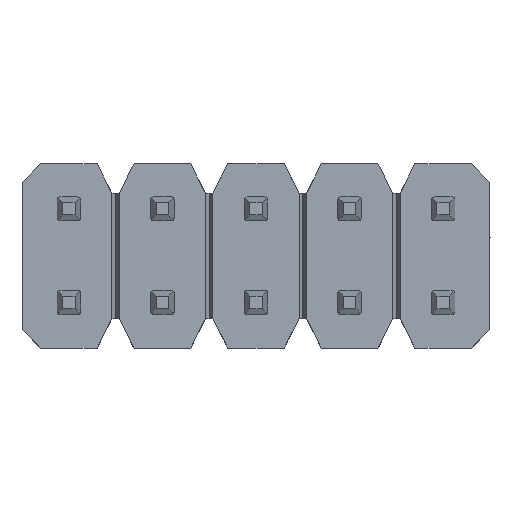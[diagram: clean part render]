
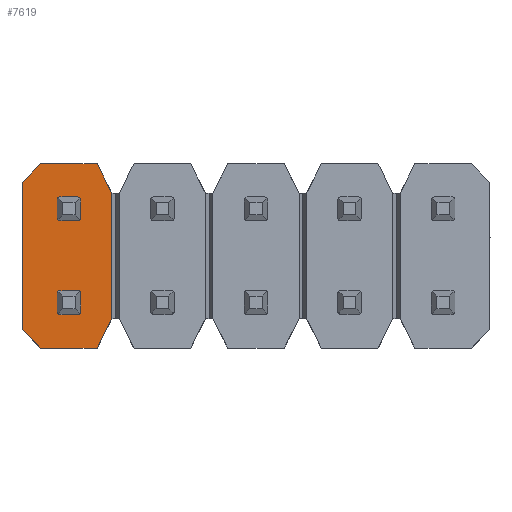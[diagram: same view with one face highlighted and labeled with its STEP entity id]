
A CAD part, top view. The second image highlights one B-rep face of the part: STEP entity #7619.
In plain terms, the highlighted planar face has unit normal (0, 0, 1).
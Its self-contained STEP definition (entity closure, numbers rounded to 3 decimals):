
#126=CIRCLE('',#8103,0.08);
#127=CIRCLE('',#8104,0.08);
#128=CIRCLE('',#8105,0.08);
#129=CIRCLE('',#8106,0.08);
#130=CIRCLE('',#8107,0.08);
#131=CIRCLE('',#8108,0.08);
#132=CIRCLE('',#8109,0.08);
#133=CIRCLE('',#8110,0.08);
#459=FACE_BOUND('',#871,.T.);
#460=FACE_BOUND('',#872,.T.);
#498=FACE_OUTER_BOUND('',#870,.T.);
#870=EDGE_LOOP('',(#5048,#5049,#5050,#5051,#5052,#5053,#5054,#5055));
#871=EDGE_LOOP('',(#5056,#5057,#5058,#5059,#5060,#5061,#5062,#5063));
#872=EDGE_LOOP('',(#5064,#5065,#5066,#5067,#5068,#5069,#5070,#5071));
#1422=LINE('',#11526,#2209);
#1423=LINE('',#11528,#2210);
#1424=LINE('',#11530,#2211);
#1425=LINE('',#11532,#2212);
#1426=LINE('',#11534,#2213);
#1427=LINE('',#11536,#2214);
#1428=LINE('',#11538,#2215);
#1429=LINE('',#11539,#2216);
#1430=LINE('',#11542,#2217);
#1431=LINE('',#11546,#2218);
#1432=LINE('',#11550,#2219);
#1433=LINE('',#11554,#2220);
#1434=LINE('',#11558,#2221);
#1435=LINE('',#11562,#2222);
#1436=LINE('',#11566,#2223);
#1437=LINE('',#11570,#2224);
#2209=VECTOR('',#9023,1.);
#2210=VECTOR('',#9024,1.);
#2211=VECTOR('',#9025,1.);
#2212=VECTOR('',#9026,1.);
#2213=VECTOR('',#9027,1.);
#2214=VECTOR('',#9028,1.);
#2215=VECTOR('',#9029,1.);
#2216=VECTOR('',#9030,1.);
#2217=VECTOR('',#9031,1.);
#2218=VECTOR('',#9034,1.);
#2219=VECTOR('',#9037,1.);
#2220=VECTOR('',#9040,1.);
#2221=VECTOR('',#9043,1.);
#2222=VECTOR('',#9046,1.);
#2223=VECTOR('',#9049,1.);
#2224=VECTOR('',#9052,1.);
#3086=VERTEX_POINT('',#11524);
#3087=VERTEX_POINT('',#11525);
#3088=VERTEX_POINT('',#11527);
#3089=VERTEX_POINT('',#11529);
#3090=VERTEX_POINT('',#11531);
#3091=VERTEX_POINT('',#11533);
#3092=VERTEX_POINT('',#11535);
#3093=VERTEX_POINT('',#11537);
#3094=VERTEX_POINT('',#11540);
#3095=VERTEX_POINT('',#11541);
#3096=VERTEX_POINT('',#11543);
#3097=VERTEX_POINT('',#11545);
#3098=VERTEX_POINT('',#11547);
#3099=VERTEX_POINT('',#11549);
#3100=VERTEX_POINT('',#11551);
#3101=VERTEX_POINT('',#11553);
#3102=VERTEX_POINT('',#11556);
#3103=VERTEX_POINT('',#11557);
#3104=VERTEX_POINT('',#11559);
#3105=VERTEX_POINT('',#11561);
#3106=VERTEX_POINT('',#11563);
#3107=VERTEX_POINT('',#11565);
#3108=VERTEX_POINT('',#11567);
#3109=VERTEX_POINT('',#11569);
#3911=EDGE_CURVE('',#3086,#3087,#1422,.T.);
#3912=EDGE_CURVE('',#3087,#3088,#1423,.T.);
#3913=EDGE_CURVE('',#3088,#3089,#1424,.T.);
#3914=EDGE_CURVE('',#3090,#3089,#1425,.T.);
#3915=EDGE_CURVE('',#3090,#3091,#1426,.T.);
#3916=EDGE_CURVE('',#3092,#3091,#1427,.T.);
#3917=EDGE_CURVE('',#3092,#3093,#1428,.T.);
#3918=EDGE_CURVE('',#3093,#3086,#1429,.T.);
#3919=EDGE_CURVE('',#3094,#3095,#1430,.T.);
#3920=EDGE_CURVE('',#3094,#3096,#126,.T.);
#3921=EDGE_CURVE('',#3097,#3096,#1431,.T.);
#3922=EDGE_CURVE('',#3097,#3098,#127,.T.);
#3923=EDGE_CURVE('',#3099,#3098,#1432,.T.);
#3924=EDGE_CURVE('',#3099,#3100,#128,.T.);
#3925=EDGE_CURVE('',#3101,#3100,#1433,.T.);
#3926=EDGE_CURVE('',#3101,#3095,#129,.T.);
#3927=EDGE_CURVE('',#3102,#3103,#1434,.T.);
#3928=EDGE_CURVE('',#3102,#3104,#130,.T.);
#3929=EDGE_CURVE('',#3105,#3104,#1435,.T.);
#3930=EDGE_CURVE('',#3105,#3106,#131,.T.);
#3931=EDGE_CURVE('',#3107,#3106,#1436,.T.);
#3932=EDGE_CURVE('',#3107,#3108,#132,.T.);
#3933=EDGE_CURVE('',#3109,#3108,#1437,.T.);
#3934=EDGE_CURVE('',#3109,#3103,#133,.T.);
#5048=ORIENTED_EDGE('',*,*,#3911,.T.);
#5049=ORIENTED_EDGE('',*,*,#3912,.T.);
#5050=ORIENTED_EDGE('',*,*,#3913,.T.);
#5051=ORIENTED_EDGE('',*,*,#3914,.F.);
#5052=ORIENTED_EDGE('',*,*,#3915,.T.);
#5053=ORIENTED_EDGE('',*,*,#3916,.F.);
#5054=ORIENTED_EDGE('',*,*,#3917,.T.);
#5055=ORIENTED_EDGE('',*,*,#3918,.T.);
#5056=ORIENTED_EDGE('',*,*,#3919,.F.);
#5057=ORIENTED_EDGE('',*,*,#3920,.T.);
#5058=ORIENTED_EDGE('',*,*,#3921,.F.);
#5059=ORIENTED_EDGE('',*,*,#3922,.T.);
#5060=ORIENTED_EDGE('',*,*,#3923,.F.);
#5061=ORIENTED_EDGE('',*,*,#3924,.T.);
#5062=ORIENTED_EDGE('',*,*,#3925,.F.);
#5063=ORIENTED_EDGE('',*,*,#3926,.T.);
#5064=ORIENTED_EDGE('',*,*,#3927,.F.);
#5065=ORIENTED_EDGE('',*,*,#3928,.T.);
#5066=ORIENTED_EDGE('',*,*,#3929,.F.);
#5067=ORIENTED_EDGE('',*,*,#3930,.T.);
#5068=ORIENTED_EDGE('',*,*,#3931,.F.);
#5069=ORIENTED_EDGE('',*,*,#3932,.T.);
#5070=ORIENTED_EDGE('',*,*,#3933,.F.);
#5071=ORIENTED_EDGE('',*,*,#3934,.T.);
#7005=PLANE('',#8102);
#7619=ADVANCED_FACE('',(#498,#459,#460),#7005,.T.);
#8102=AXIS2_PLACEMENT_3D('',#11523,#9021,#9022);
#8103=AXIS2_PLACEMENT_3D('',#11544,#9032,#9033);
#8104=AXIS2_PLACEMENT_3D('',#11548,#9035,#9036);
#8105=AXIS2_PLACEMENT_3D('',#11552,#9038,#9039);
#8106=AXIS2_PLACEMENT_3D('',#11555,#9041,#9042);
#8107=AXIS2_PLACEMENT_3D('',#11560,#9044,#9045);
#8108=AXIS2_PLACEMENT_3D('',#11564,#9047,#9048);
#8109=AXIS2_PLACEMENT_3D('',#11568,#9050,#9051);
#8110=AXIS2_PLACEMENT_3D('',#11571,#9053,#9054);
#9021=DIRECTION('center_axis',(0.,0.,1.));
#9022=DIRECTION('ref_axis',(1.,0.,0.));
#9023=DIRECTION('',(0.,-1.,0.));
#9024=DIRECTION('',(0.707,-0.707,0.));
#9025=DIRECTION('',(1.,0.,0.));
#9026=DIRECTION('',(-0.447,-0.894,0.));
#9027=DIRECTION('',(0.,1.,0.));
#9028=DIRECTION('',(0.447,-0.894,0.));
#9029=DIRECTION('',(-1.,0.,0.));
#9030=DIRECTION('',(-0.707,-0.707,0.));
#9031=DIRECTION('',(0.,-1.,0.));
#9032=DIRECTION('center_axis',(0.,0.,-1.));
#9033=DIRECTION('ref_axis',(1.,0.,0.));
#9034=DIRECTION('',(-1.,0.,0.));
#9035=DIRECTION('center_axis',(0.,0.,-1.));
#9036=DIRECTION('ref_axis',(1.,0.,0.));
#9037=DIRECTION('',(0.,1.,0.));
#9038=DIRECTION('center_axis',(0.,0.,-1.));
#9039=DIRECTION('ref_axis',(1.,0.,0.));
#9040=DIRECTION('',(1.,0.,0.));
#9041=DIRECTION('center_axis',(0.,0.,-1.));
#9042=DIRECTION('ref_axis',(1.,0.,0.));
#9043=DIRECTION('',(0.,1.,0.));
#9044=DIRECTION('center_axis',(0.,0.,-1.));
#9045=DIRECTION('ref_axis',(1.,0.,0.));
#9046=DIRECTION('',(1.,0.,0.));
#9047=DIRECTION('center_axis',(0.,0.,-1.));
#9048=DIRECTION('ref_axis',(1.,0.,0.));
#9049=DIRECTION('',(0.,-1.,0.));
#9050=DIRECTION('center_axis',(0.,0.,-1.));
#9051=DIRECTION('ref_axis',(1.,0.,0.));
#9052=DIRECTION('',(-1.,0.,0.));
#9053=DIRECTION('center_axis',(0.,0.,-1.));
#9054=DIRECTION('ref_axis',(1.,0.,0.));
#11523=CARTESIAN_POINT('Origin',(0.,0.,2.5));
#11524=CARTESIAN_POINT('',(-6.35,2.,2.5));
#11525=CARTESIAN_POINT('',(-6.35,-2.,2.5));
#11526=CARTESIAN_POINT('',(-6.35,2.5,2.5));
#11527=CARTESIAN_POINT('',(-5.85,-2.5,2.5));
#11528=CARTESIAN_POINT('',(-4.175,-4.175,2.5));
#11529=CARTESIAN_POINT('',(-4.31,-2.5,2.5));
#11530=CARTESIAN_POINT('',(-6.35,-2.5,2.5));
#11531=CARTESIAN_POINT('',(-3.91,-1.7,2.5));
#11532=CARTESIAN_POINT('',(-4.31,-2.5,2.5));
#11533=CARTESIAN_POINT('',(-3.91,1.7,2.5));
#11534=CARTESIAN_POINT('',(-3.91,-2.5,2.5));
#11535=CARTESIAN_POINT('',(-4.31,2.5,2.5));
#11536=CARTESIAN_POINT('',(-4.31,2.5,2.5));
#11537=CARTESIAN_POINT('',(-5.85,2.5,2.5));
#11538=CARTESIAN_POINT('',(-6.35,2.5,2.5));
#11539=CARTESIAN_POINT('',(-4.175,4.175,2.5));
#11540=CARTESIAN_POINT('',(-5.4,-1.03,2.5));
#11541=CARTESIAN_POINT('',(-5.4,-1.51,2.5));
#11542=CARTESIAN_POINT('',(-5.4,0.,2.5));
#11543=CARTESIAN_POINT('',(-5.32,-0.95,2.5));
#11544=CARTESIAN_POINT('Origin',(-5.32,-1.03,2.5));
#11545=CARTESIAN_POINT('',(-4.84,-0.95,2.5));
#11546=CARTESIAN_POINT('',(0.,-0.95,2.5));
#11547=CARTESIAN_POINT('',(-4.76,-1.03,2.5));
#11548=CARTESIAN_POINT('Origin',(-4.84,-1.03,2.5));
#11549=CARTESIAN_POINT('',(-4.76,-1.51,2.5));
#11550=CARTESIAN_POINT('',(-4.76,0.,2.5));
#11551=CARTESIAN_POINT('',(-4.84,-1.59,2.5));
#11552=CARTESIAN_POINT('Origin',(-4.84,-1.51,2.5));
#11553=CARTESIAN_POINT('',(-5.32,-1.59,2.5));
#11554=CARTESIAN_POINT('',(0.,-1.59,2.5));
#11555=CARTESIAN_POINT('Origin',(-5.32,-1.51,2.5));
#11556=CARTESIAN_POINT('',(-4.76,1.03,2.5));
#11557=CARTESIAN_POINT('',(-4.76,1.51,2.5));
#11558=CARTESIAN_POINT('',(-4.76,0.,2.5));
#11559=CARTESIAN_POINT('',(-4.84,0.95,2.5));
#11560=CARTESIAN_POINT('Origin',(-4.84,1.03,2.5));
#11561=CARTESIAN_POINT('',(-5.32,0.95,2.5));
#11562=CARTESIAN_POINT('',(0.,0.95,2.5));
#11563=CARTESIAN_POINT('',(-5.4,1.03,2.5));
#11564=CARTESIAN_POINT('Origin',(-5.32,1.03,2.5));
#11565=CARTESIAN_POINT('',(-5.4,1.51,2.5));
#11566=CARTESIAN_POINT('',(-5.4,0.,2.5));
#11567=CARTESIAN_POINT('',(-5.32,1.59,2.5));
#11568=CARTESIAN_POINT('Origin',(-5.32,1.51,2.5));
#11569=CARTESIAN_POINT('',(-4.84,1.59,2.5));
#11570=CARTESIAN_POINT('',(0.,1.59,2.5));
#11571=CARTESIAN_POINT('Origin',(-4.84,1.51,2.5));
